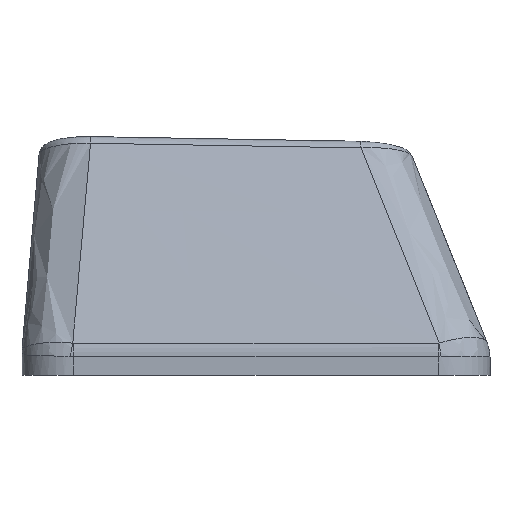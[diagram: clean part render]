
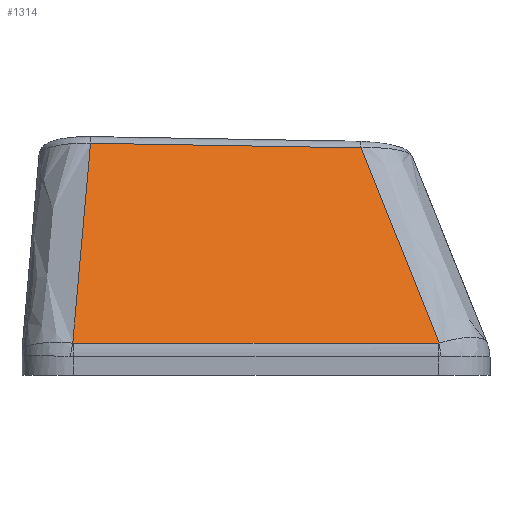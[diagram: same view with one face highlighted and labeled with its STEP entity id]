
A CAD part, left-side view. The second image highlights one B-rep face of the part: STEP entity #1314.
In plain terms, the highlighted free-form (B-spline) face has degree [3, 3] with [4, 4] control points.
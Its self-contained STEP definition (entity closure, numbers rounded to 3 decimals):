
#109=B_SPLINE_SURFACE_WITH_KNOTS('',3,3,((#2342,#2343,#2344,#2345),(#2346,
#2347,#2348,#2349),(#2350,#2351,#2352,#2353),(#2354,#2355,#2356,#2357)),
 .UNSPECIFIED.,.F.,.F.,.F.,(4,4),(4,4),(0.104,0.892),
(0.041,0.97),.UNSPECIFIED.);
#149=FACE_OUTER_BOUND('',#225,.T.);
#225=EDGE_LOOP('',(#957,#958,#959,#960,#961,#962));
#431=B_SPLINE_CURVE_WITH_KNOTS('',3,(#2038,#2039,#2040,#2041),
 .UNSPECIFIED.,.F.,.F.,(4,4),(0.,0.003),
 .UNSPECIFIED.);
#433=B_SPLINE_CURVE_WITH_KNOTS('',3,(#2065,#2066,#2067,#2068),
 .UNSPECIFIED.,.F.,.F.,(4,4),(0.,1.416),.UNSPECIFIED.);
#435=B_SPLINE_CURVE_WITH_KNOTS('',3,(#2092,#2093,#2094,#2095),
 .UNSPECIFIED.,.F.,.F.,(4,4),(0.,0.003),
 .UNSPECIFIED.);
#450=B_SPLINE_CURVE_WITH_KNOTS('',3,(#2359,#2360,#2361,#2362),
 .UNSPECIFIED.,.F.,.F.,(4,4),(0.039,0.904),
 .UNSPECIFIED.);
#451=B_SPLINE_CURVE_WITH_KNOTS('',3,(#2364,#2365,#2366,#2367),
 .UNSPECIFIED.,.F.,.F.,(4,4),(-1.049,0.),.UNSPECIFIED.);
#452=B_SPLINE_CURVE_WITH_KNOTS('',3,(#2368,#2369,#2370,#2371),
 .UNSPECIFIED.,.F.,.F.,(4,4),(-0.867,-0.037),
 .UNSPECIFIED.);
#552=VERTEX_POINT('',#2002);
#554=VERTEX_POINT('',#2031);
#556=VERTEX_POINT('',#2058);
#558=VERTEX_POINT('',#2085);
#574=VERTEX_POINT('',#2358);
#575=VERTEX_POINT('',#2363);
#701=EDGE_CURVE('',#552,#554,#431,.T.);
#704=EDGE_CURVE('',#554,#556,#433,.T.);
#707=EDGE_CURVE('',#556,#558,#435,.T.);
#731=EDGE_CURVE('',#574,#552,#450,.T.);
#732=EDGE_CURVE('',#575,#574,#451,.T.);
#733=EDGE_CURVE('',#558,#575,#452,.T.);
#957=ORIENTED_EDGE('',*,*,#707,.F.);
#958=ORIENTED_EDGE('',*,*,#704,.F.);
#959=ORIENTED_EDGE('',*,*,#701,.F.);
#960=ORIENTED_EDGE('',*,*,#731,.F.);
#961=ORIENTED_EDGE('',*,*,#732,.F.);
#962=ORIENTED_EDGE('',*,*,#733,.F.);
#1314=ADVANCED_FACE('',(#149),#109,.T.);
#2002=CARTESIAN_POINT('',(-8.981,-7.107,0.26));
#2031=CARTESIAN_POINT('',(-8.982,-7.081,0.258));
#2038=CARTESIAN_POINT('Ctrl Pts',(-8.981,-7.107,0.26));
#2039=CARTESIAN_POINT('Ctrl Pts',(-8.982,-7.098,0.259));
#2040=CARTESIAN_POINT('Ctrl Pts',(-8.982,-7.089,0.258));
#2041=CARTESIAN_POINT('Ctrl Pts',(-8.982,-7.081,0.258));
#2058=CARTESIAN_POINT('',(-8.986,7.08,0.253));
#2065=CARTESIAN_POINT('Ctrl Pts',(-8.982,-7.081,0.258));
#2066=CARTESIAN_POINT('Ctrl Pts',(-8.984,-2.36,0.256));
#2067=CARTESIAN_POINT('Ctrl Pts',(-8.985,2.36,0.255));
#2068=CARTESIAN_POINT('Ctrl Pts',(-8.986,7.08,0.253));
#2085=CARTESIAN_POINT('',(-8.985,7.111,0.256));
#2092=CARTESIAN_POINT('Ctrl Pts',(-8.986,7.08,0.253));
#2093=CARTESIAN_POINT('Ctrl Pts',(-8.986,7.091,0.253));
#2094=CARTESIAN_POINT('Ctrl Pts',(-8.986,7.101,0.254));
#2095=CARTESIAN_POINT('Ctrl Pts',(-8.985,7.111,0.256));
#2342=CARTESIAN_POINT('Ctrl Pts',(-6.097,-4.453,7.83));
#2343=CARTESIAN_POINT('Ctrl Pts',(-7.06,-5.339,5.303));
#2344=CARTESIAN_POINT('Ctrl Pts',(-8.023,-6.225,2.775));
#2345=CARTESIAN_POINT('Ctrl Pts',(-8.986,-7.111,0.247));
#2346=CARTESIAN_POINT('Ctrl Pts',(-6.097,-0.691,7.893));
#2347=CARTESIAN_POINT('Ctrl Pts',(-7.06,-1.251,5.345));
#2348=CARTESIAN_POINT('Ctrl Pts',(-8.023,-1.811,2.797));
#2349=CARTESIAN_POINT('Ctrl Pts',(-8.986,-2.37,0.249));
#2350=CARTESIAN_POINT('Ctrl Pts',(-6.097,3.071,7.955));
#2351=CARTESIAN_POINT('Ctrl Pts',(-7.06,2.837,5.387));
#2352=CARTESIAN_POINT('Ctrl Pts',(-8.023,2.604,2.819));
#2353=CARTESIAN_POINT('Ctrl Pts',(-8.986,2.37,0.251));
#2354=CARTESIAN_POINT('Ctrl Pts',(-6.097,6.832,8.017));
#2355=CARTESIAN_POINT('Ctrl Pts',(-7.06,6.925,5.429));
#2356=CARTESIAN_POINT('Ctrl Pts',(-8.023,7.018,2.841));
#2357=CARTESIAN_POINT('Ctrl Pts',(-8.986,7.111,0.253));
#2358=CARTESIAN_POINT('',(-6.099,-4.07,7.831));
#2359=CARTESIAN_POINT('Ctrl Pts',(-6.099,-4.07,7.831));
#2360=CARTESIAN_POINT('Ctrl Pts',(-7.059,-5.081,5.307));
#2361=CARTESIAN_POINT('Ctrl Pts',(-8.02,-6.094,2.783));
#2362=CARTESIAN_POINT('Ctrl Pts',(-8.981,-7.107,0.26));
#2363=CARTESIAN_POINT('',(-6.097,6.422,8.01));
#2364=CARTESIAN_POINT('Ctrl Pts',(-6.097,6.422,8.01));
#2365=CARTESIAN_POINT('Ctrl Pts',(-6.098,2.925,7.951));
#2366=CARTESIAN_POINT('Ctrl Pts',(-6.098,-0.573,
7.891));
#2367=CARTESIAN_POINT('Ctrl Pts',(-6.099,-4.07,7.831));
#2368=CARTESIAN_POINT('Ctrl Pts',(-8.985,7.111,0.256));
#2369=CARTESIAN_POINT('Ctrl Pts',(-8.023,6.882,2.841));
#2370=CARTESIAN_POINT('Ctrl Pts',(-7.061,6.652,5.426));
#2371=CARTESIAN_POINT('Ctrl Pts',(-6.097,6.422,8.01));
